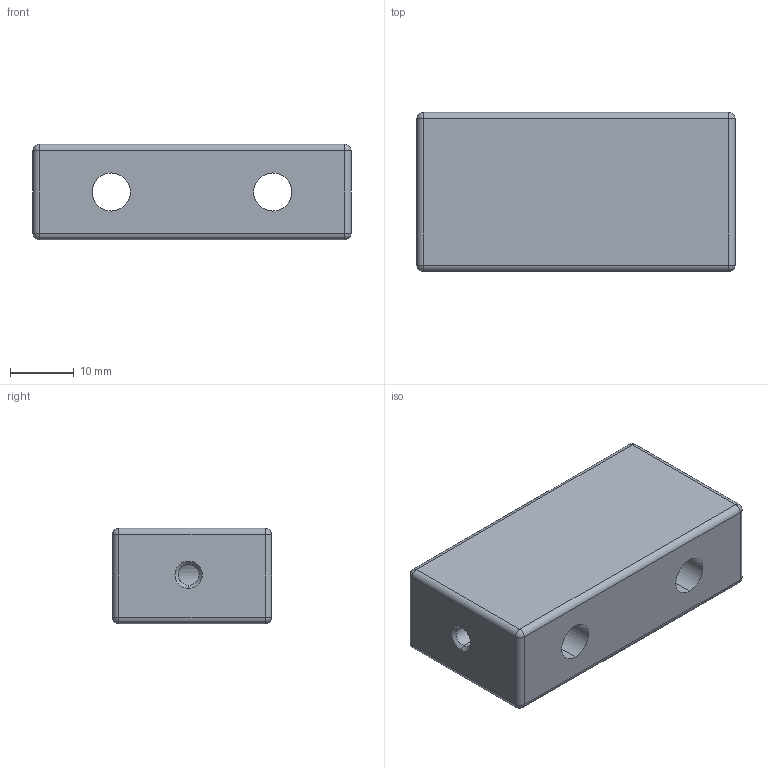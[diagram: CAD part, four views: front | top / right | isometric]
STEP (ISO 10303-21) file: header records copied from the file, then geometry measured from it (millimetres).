
FILE_DESCRIPTION (( 'STEP AP214' ), '1' );
FILE_NAME ('Design1_rodclamp.STEP', '2025-04-17T08:06:59', ( '' ), ( '' ), 'SwSTEP 2.0', 'SolidWorks 2025', '' );
FILE_SCHEMA (( 'AUTOMOTIVE_DESIGN' ));
Length unit declared in the file: millimetre
Products named in the file (1): Design1_rodclamp
Bounding box: 50 x 25 x 15 mm (x, y, z)
Volume: 17096.3 mm3; surface area: 5581.3 mm2
Topology: 1 solids, 1 shells, 38 faces, 88 edges, 44 vertices
Faces by surface type: cylinder 20, sphere 8, plane 6, cone 4
Entity records: 1131 total; most frequent: CARTESIAN_POINT 263, DIRECTION 194, ORIENTED_EDGE 160, EDGE_CURVE 80, AXIS2_PLACEMENT_3D 79, EDGE_LOOP 46, VERTEX_POINT 44, CIRCLE 40
